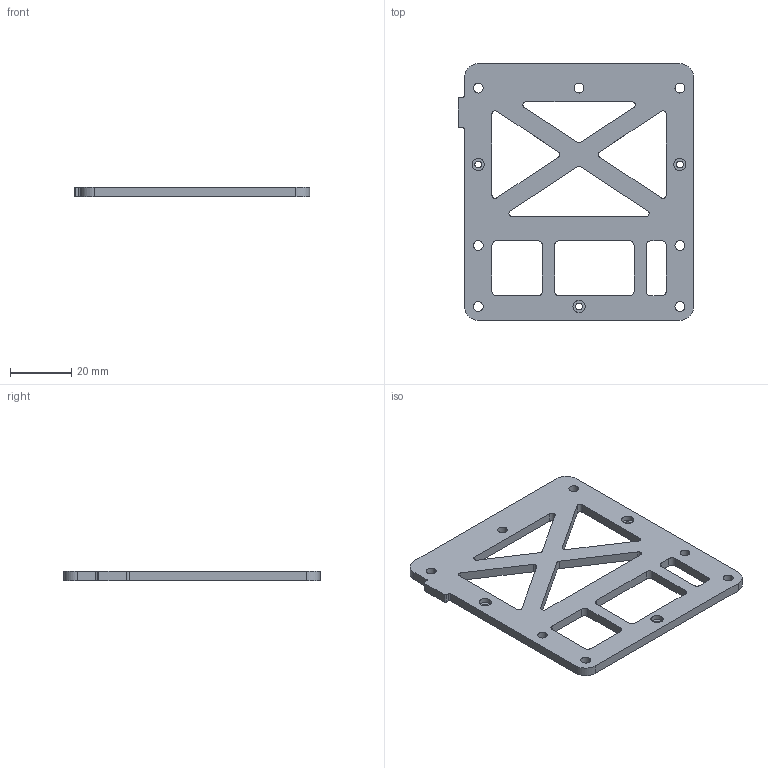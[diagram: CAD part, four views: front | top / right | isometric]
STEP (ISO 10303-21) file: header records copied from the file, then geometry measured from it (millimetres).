
FILE_DESCRIPTION (( 'STEP AP214' ), '1' );
FILE_NAME ('Plate_Top.STEP', '2024-04-23T22:35:43', ( '' ), ( '' ), 'SwSTEP 2.0', 'SolidWorks 2024', '' );
FILE_SCHEMA (( 'AUTOMOTIVE_DESIGN' ));
Length unit declared in the file: millimetre
Products named in the file (1): Plate_Top
Bounding box: 77 x 84 x 3 mm (x, y, z)
Volume: 11859.1 mm3; surface area: 10814.3 mm2
Topology: 1 solids, 1 shells, 98 faces, 279 edges, 186 vertices
Faces by surface type: cylinder 61, plane 37
Entity records: 3336 total; most frequent: DIRECTION 599, CARTESIAN_POINT 564, ORIENTED_EDGE 558, EDGE_CURVE 279, AXIS2_PLACEMENT_3D 221, VERTEX_POINT 186, LINE 157, VECTOR 157
